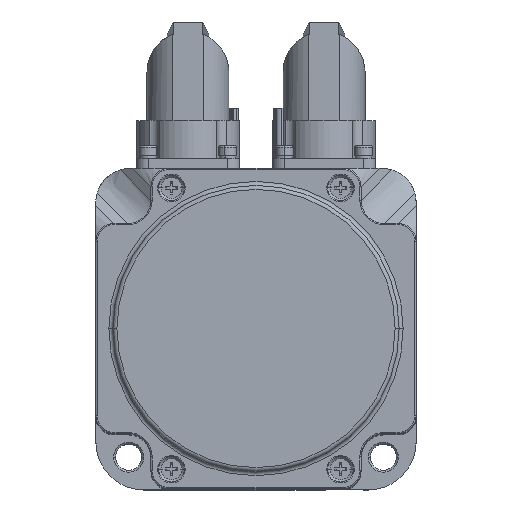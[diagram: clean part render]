
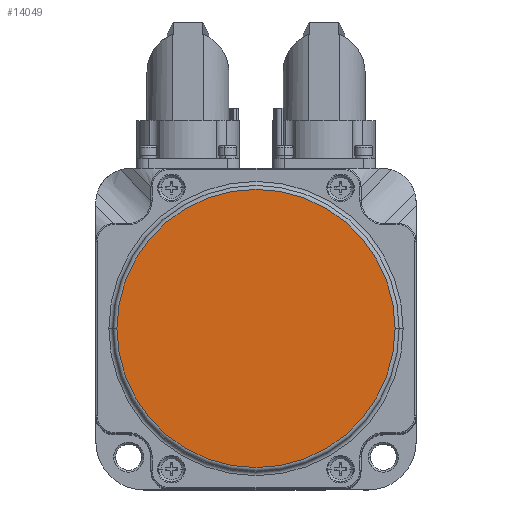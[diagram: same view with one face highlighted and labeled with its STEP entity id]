
A CAD part, top view. The second image highlights one B-rep face of the part: STEP entity #14049.
In plain terms, the highlighted planar face has unit normal (0, 0, 1).
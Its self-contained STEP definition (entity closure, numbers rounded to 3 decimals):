
#2141 = VERTEX_POINT ( 'NONE', #5630 ) ;
#2567 = DIRECTION ( 'NONE',  ( 0., 0., 1. ) ) ;
#3142 = DIRECTION ( 'NONE',  ( 1., 0., 0. ) ) ;
#5144 = DIRECTION ( 'NONE',  ( 1., 0., 0. ) ) ;
#5630 = CARTESIAN_POINT ( 'NONE',  ( 34.75, 0., 197.1 ) ) ;
#7711 = CIRCLE ( 'NONE', #8373, 34.75 ) ;
#8373 = AXIS2_PLACEMENT_3D ( 'NONE', #78518, #40804, #3142 ) ;
#10461 = EDGE_CURVE ( 'NONE', #2141, #55742, #7711, .T. ) ;
#10551 = PLANE ( 'NONE',  #15600 ) ;
#14049 = ADVANCED_FACE ( 'NONE', ( #16598 ), #10551, .T. ) ;
#15600 = AXIS2_PLACEMENT_3D ( 'NONE', #40214, #2567, #46500 ) ;
#16598 = FACE_OUTER_BOUND ( 'NONE', #69861, .T. ) ;
#36586 = ORIENTED_EDGE ( 'NONE', *, *, #57767, .T. ) ;
#39646 = CIRCLE ( 'NONE', #74662, 34.75 ) ;
#40214 = CARTESIAN_POINT ( 'NONE',  ( 0., 0., 197.1 ) ) ;
#40804 = DIRECTION ( 'NONE',  ( 0., 0., 1. ) ) ;
#42791 = DIRECTION ( 'NONE',  ( 0., 0., 1. ) ) ;
#46500 = DIRECTION ( 'NONE',  ( 1., 0., 0. ) ) ;
#55742 = VERTEX_POINT ( 'NONE', #58577 ) ;
#57572 = ORIENTED_EDGE ( 'NONE', *, *, #10461, .T. ) ;
#57767 = EDGE_CURVE ( 'NONE', #55742, #2141, #39646, .T. ) ;
#58577 = CARTESIAN_POINT ( 'NONE',  ( -34.75, 0., 197.1 ) ) ;
#69861 = EDGE_LOOP ( 'NONE', ( #57572, #36586 ) ) ;
#74662 = AXIS2_PLACEMENT_3D ( 'NONE', #80543, #42791, #5144 ) ;
#78518 = CARTESIAN_POINT ( 'NONE',  ( 0., 0., 197.1 ) ) ;
#80543 = CARTESIAN_POINT ( 'NONE',  ( 0., 0., 197.1 ) ) ;
